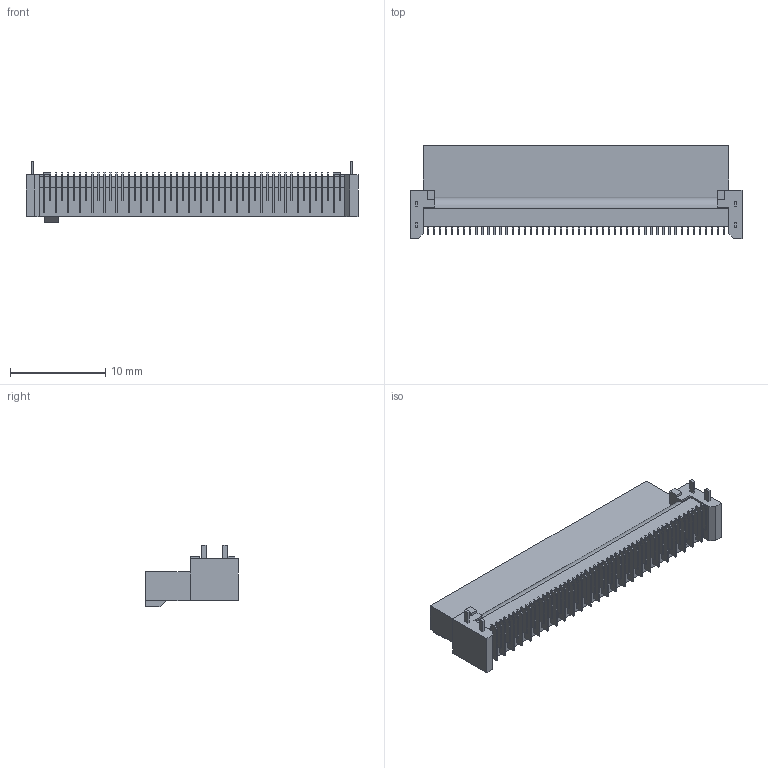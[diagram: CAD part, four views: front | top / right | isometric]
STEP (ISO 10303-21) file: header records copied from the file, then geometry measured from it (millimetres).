
FILE_DESCRIPTION (( 'STEP AP214' ), '1' );
FILE_NAME ('SFM-125-02-X-DH .STEP', '2015-11-23T08:23:43', ( 'user' ), ( 'SAMTEC' ), 'SwSTEP 2.0', 'SolidWorks 2015', '' );
FILE_SCHEMA (( 'AUTOMOTIVE_DESIGN' ));
Length unit declared in the file: inch
Products named in the file (1): SFM-125-02-X-DH 
Bounding box: 34.92 x 9.78 x 6.43 mm (x, y, z)
Volume: 959.6 mm3; surface area: 1714 mm2
Topology: 1 solids, 1 shells, 1259 faces, 3259 edges, 2106 vertices
Faces by surface type: plane 1258, cylinder 1
Entity records: 43701 total; most frequent: CARTESIAN_POINT 6625, ORIENTED_EDGE 6518, DIRECTION 5783, EDGE_CURVE 3259, LINE 3255, VECTOR 3255, VERTEX_POINT 2106, EDGE_LOOP 1363
